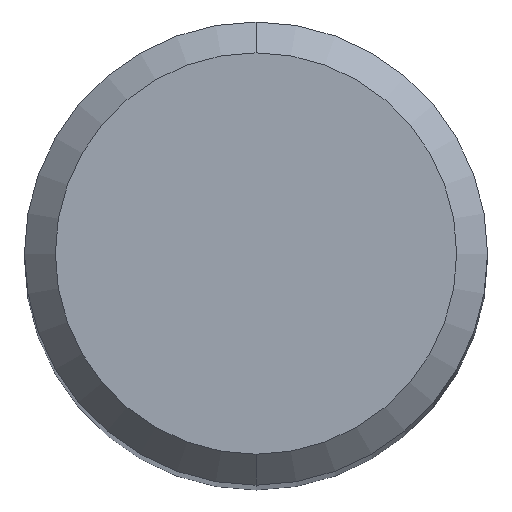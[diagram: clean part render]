
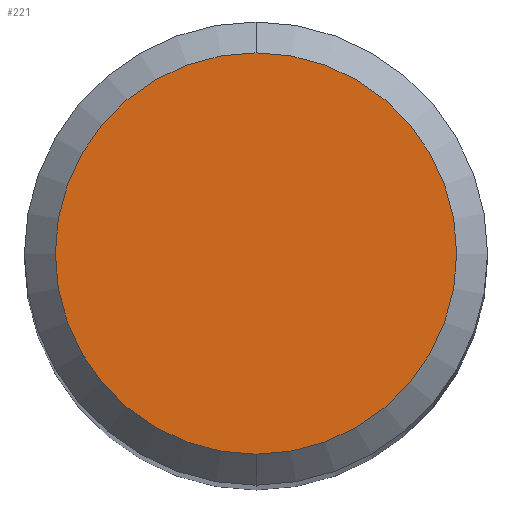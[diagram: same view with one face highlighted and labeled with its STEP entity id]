
A CAD part, top view. The second image highlights one B-rep face of the part: STEP entity #221.
In plain terms, the highlighted planar face has unit normal (0, 0, 1).
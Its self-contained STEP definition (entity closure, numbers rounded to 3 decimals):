
#177=VERTEX_POINT('',#484);
#197=EDGE_CURVE('',#423,#177,#505,.T.);
#213=EDGE_CURVE('',#177,#423,#523,.T.);
#221=ADVANCED_FACE('',(#531),#532,.T.);
#423=VERTEX_POINT('',#753);
#484=CARTESIAN_POINT('',(0.,-2.6,0.0));
#505=CIRCLE('',#842,2.6);
#523=CIRCLE('',#897,2.6);
#531=FACE_OUTER_BOUND('',#906,.T.);
#532=PLANE('',#907);
#753=CARTESIAN_POINT('',(0.0,2.6,0.0));
#842=AXIS2_PLACEMENT_3D('',#1459,#1460,#1461);
#897=AXIS2_PLACEMENT_3D('',#1482,#1483,#1484);
#906=EDGE_LOOP('',(#1488,#1489));
#907=AXIS2_PLACEMENT_3D('',#1490,#1491,#1492);
#1459=CARTESIAN_POINT('',(0.0,0.0,0.0));
#1460=DIRECTION('',(0.0,0.0,-1.0));
#1461=DIRECTION('',(0.0,1.0,0.0));
#1482=CARTESIAN_POINT('',(0.0,0.0,0.0));
#1483=DIRECTION('',(0.0,0.0,-1.0));
#1484=DIRECTION('',(0.0,1.0,0.0));
#1488=ORIENTED_EDGE('',*,*,#197,.F.);
#1489=ORIENTED_EDGE('',*,*,#213,.F.);
#1490=CARTESIAN_POINT('',(0.0,1.3,0.0));
#1491=DIRECTION('',(-0.0,0.0,1.0));
#1492=DIRECTION('',(0.0,-1.0,0.0));
